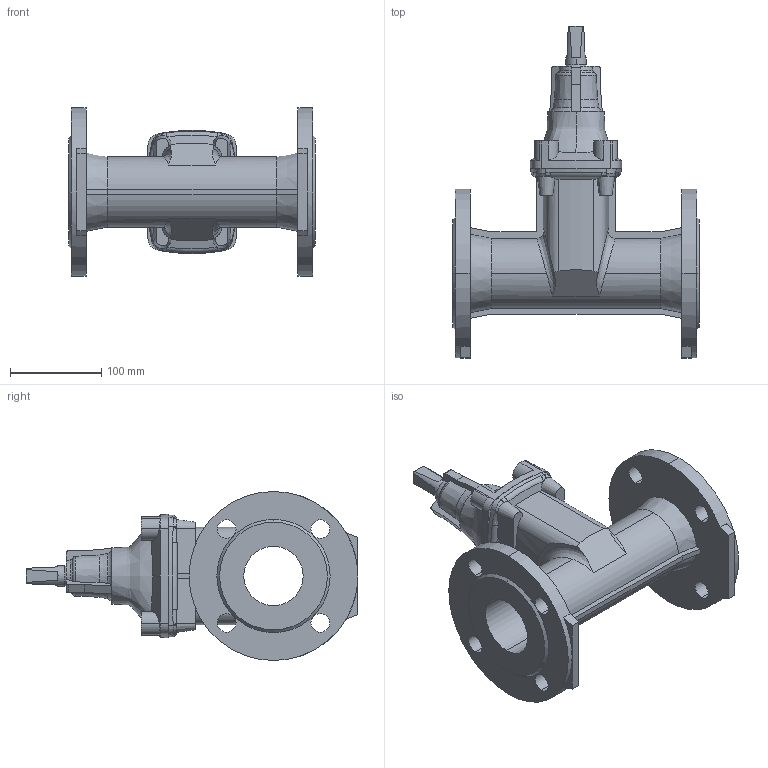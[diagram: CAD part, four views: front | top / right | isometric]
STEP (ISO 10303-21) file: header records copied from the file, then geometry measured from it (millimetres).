
FILE_DESCRIPTION (( 'STEP AP203' ), '1' );
FILE_NAME ('O_02_60_DN65.STEP', '2015-01-27T07:02:53', ( '' ), ( '' ), 'SwSTEP 2.0', 'SolidWorks 2012', '' );
FILE_SCHEMA (( 'CONFIG_CONTROL_DESIGN' ));
Length unit declared in the file: millimetre
Products named in the file (1): O_02_60_DN65
Bounding box: 270 x 363.5 x 185 mm (x, y, z)
Volume: 2395969.8 mm3; surface area: 302560.3 mm2
Topology: 1 solids, 1 shells, 243 faces, 669 edges, 434 vertices
Faces by surface type: plane 80, cylinder 62, cone 49, bspline 38, torus 14
Entity records: 11860 total; most frequent: CARTESIAN_POINT 5982, ORIENTED_EDGE 1338, DIRECTION 1090, EDGE_CURVE 669, AXIS2_PLACEMENT_3D 439, VERTEX_POINT 434, EDGE_LOOP 267, FACE_OUTER_BOUND 243
